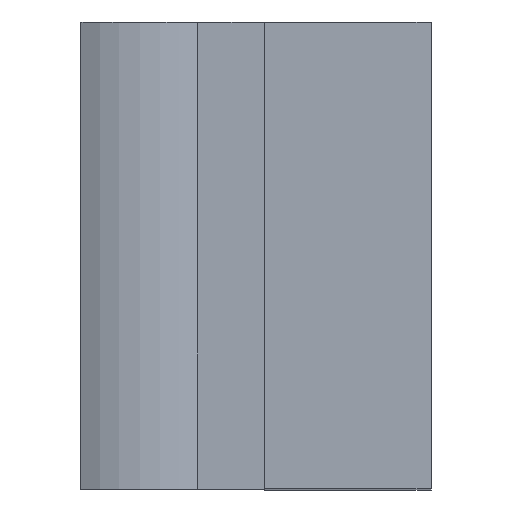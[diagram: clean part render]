
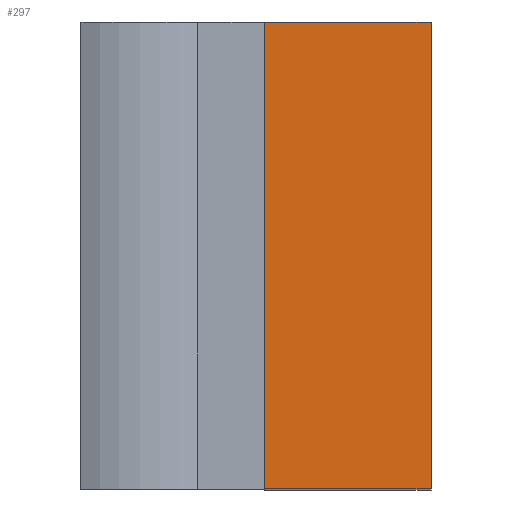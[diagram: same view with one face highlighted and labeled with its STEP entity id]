
A CAD part, top view. The second image highlights one B-rep face of the part: STEP entity #297.
In plain terms, the highlighted planar face has unit normal (0, 0, 1).
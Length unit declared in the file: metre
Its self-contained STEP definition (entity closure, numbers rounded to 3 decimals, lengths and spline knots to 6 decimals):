
#40=ORIENTED_EDGE('',*,*,#104,.F.);
#41=ORIENTED_EDGE('',*,*,#122,.F.);
#42=ORIENTED_EDGE('',*,*,#123,.T.);
#43=ORIENTED_EDGE('',*,*,#120,.T.);
#104=EDGE_CURVE('',#146,#147,#174,.T.);
#120=EDGE_CURVE('',#161,#147,#188,.T.);
#122=EDGE_CURVE('',#162,#146,#190,.T.);
#123=EDGE_CURVE('',#162,#161,#191,.T.);
#146=VERTEX_POINT('',#429);
#147=VERTEX_POINT('',#431);
#161=VERTEX_POINT('',#463);
#162=VERTEX_POINT('',#467);
#174=LINE('',#430,#212);
#188=LINE('',#462,#226);
#190=LINE('',#466,#228);
#191=LINE('',#468,#229);
#212=VECTOR('',#349,1.);
#226=VECTOR('',#371,1.);
#228=VECTOR('',#375,1.);
#229=VECTOR('',#376,1.);
#251=EDGE_LOOP('',(#40,#41,#42,#43));
#267=FACE_BOUND('',#251,.T.);
#283=PLANE('',#328);
#297=ADVANCED_FACE('',(#267),#283,.T.);
#328=AXIS2_PLACEMENT_3D('',#465,#373,#374);
#349=DIRECTION('',(0.,1.,0.));
#371=DIRECTION('',(-1.,0.,0.));
#373=DIRECTION('',(0.,0.,1.));
#374=DIRECTION('',(1.,0.,0.));
#375=DIRECTION('',(-1.,0.,0.));
#376=DIRECTION('',(0.,1.,0.));
#429=CARTESIAN_POINT('',(0.185,-0.064,0.13));
#430=CARTESIAN_POINT('',(0.185,0.,0.13));
#431=CARTESIAN_POINT('',(0.185,-0.05,0.13));
#462=CARTESIAN_POINT('',(0.19,-0.05,0.13));
#463=CARTESIAN_POINT('',(0.19,-0.05,0.13));
#465=CARTESIAN_POINT('',(0.19,0.,0.13));
#466=CARTESIAN_POINT('',(0.19,-0.064,0.13));
#467=CARTESIAN_POINT('',(0.19,-0.064,0.13));
#468=CARTESIAN_POINT('',(0.19,0.,0.13));
